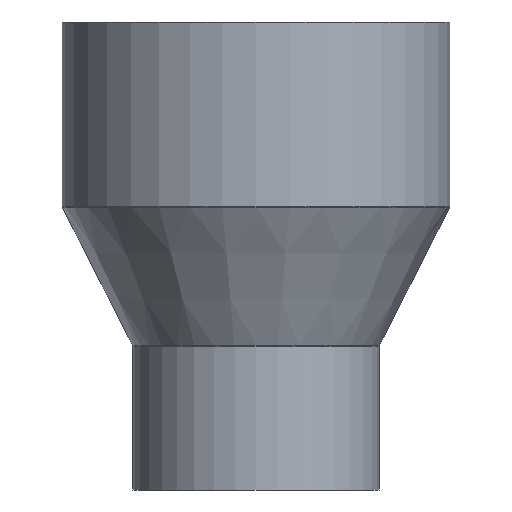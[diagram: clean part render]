
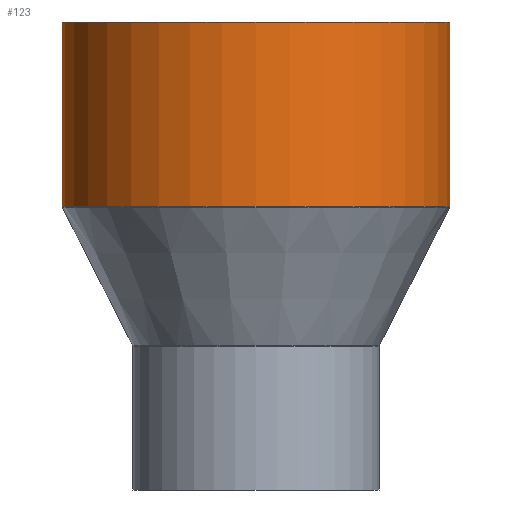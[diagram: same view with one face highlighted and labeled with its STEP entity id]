
A CAD part, front view. The second image highlights one B-rep face of the part: STEP entity #123.
In plain terms, the highlighted cylindrical face has radius 157.5 mm (diameter 315 mm), a partial arc.
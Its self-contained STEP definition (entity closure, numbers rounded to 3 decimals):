
#8 = ORIENTED_EDGE ( 'NONE', *, *, #642, .T. ) ;
#15 = DIRECTION ( 'NONE',  ( 0., 0., -1. ) ) ;
#49 = DIRECTION ( 'NONE',  ( 0., 0., -1. ) ) ;
#60 = EDGE_CURVE ( 'NONE', #465, #434, #77, .T. ) ;
#62 = LINE ( 'NONE', #415, #447 ) ;
#77 = CIRCLE ( 'NONE', #520, 157.5 ) ;
#88 = AXIS2_PLACEMENT_3D ( 'NONE', #392, #598, #251 ) ;
#102 = EDGE_CURVE ( 'NONE', #465, #557, #319, .T. ) ;
#113 = CYLINDRICAL_SURFACE ( 'NONE', #532, 157.5 ) ;
#123 = ADVANCED_FACE ( 'NONE', ( #566 ), #113, .T. ) ;
#153 = CARTESIAN_POINT ( 'NONE',  ( -157.5, 0., 50.298 ) ) ;
#173 = EDGE_LOOP ( 'NONE', ( #524, #494, #8, #449 ) ) ;
#251 = DIRECTION ( 'NONE',  ( -1., 0., 0. ) ) ;
#307 = CARTESIAN_POINT ( 'NONE',  ( 157.5, 0., -16.533 ) ) ;
#315 = DIRECTION ( 'NONE',  ( -1., 0., 0. ) ) ;
#319 = LINE ( 'NONE', #307, #639 ) ;
#354 = CARTESIAN_POINT ( 'NONE',  ( 0., 0., 199.818 ) ) ;
#359 = CARTESIAN_POINT ( 'NONE',  ( 157.5, 0., 50.298 ) ) ;
#374 = CIRCLE ( 'NONE', #88, 157.5 ) ;
#392 = CARTESIAN_POINT ( 'NONE',  ( 0., 0., 50.298 ) ) ;
#414 = DIRECTION ( 'NONE',  ( 0., 0., -1. ) ) ;
#415 = CARTESIAN_POINT ( 'NONE',  ( -157.5, 0., -16.533 ) ) ;
#434 = VERTEX_POINT ( 'NONE', #641 ) ;
#442 = CARTESIAN_POINT ( 'NONE',  ( 157.5, 0., 199.818 ) ) ;
#447 = VECTOR ( 'NONE', #49, 1000. ) ;
#449 = ORIENTED_EDGE ( 'NONE', *, *, #510, .F. ) ;
#465 = VERTEX_POINT ( 'NONE', #442 ) ;
#467 = DIRECTION ( 'NONE',  ( -1., 0., 0. ) ) ;
#494 = ORIENTED_EDGE ( 'NONE', *, *, #60, .T. ) ;
#510 = EDGE_CURVE ( 'NONE', #557, #548, #374, .T. ) ;
#520 = AXIS2_PLACEMENT_3D ( 'NONE', #354, #15, #467 ) ;
#524 = ORIENTED_EDGE ( 'NONE', *, *, #102, .F. ) ;
#532 = AXIS2_PLACEMENT_3D ( 'NONE', #564, #612, #315 ) ;
#548 = VERTEX_POINT ( 'NONE', #153 ) ;
#557 = VERTEX_POINT ( 'NONE', #359 ) ;
#564 = CARTESIAN_POINT ( 'NONE',  ( 0., 0., -16.533 ) ) ;
#566 = FACE_OUTER_BOUND ( 'NONE', #173, .T. ) ;
#598 = DIRECTION ( 'NONE',  ( 0., 0., -1. ) ) ;
#612 = DIRECTION ( 'NONE',  ( 0., 0., -1. ) ) ;
#639 = VECTOR ( 'NONE', #414, 1000. ) ;
#641 = CARTESIAN_POINT ( 'NONE',  ( -157.5, 0., 199.818 ) ) ;
#642 = EDGE_CURVE ( 'NONE', #434, #548, #62, .T. ) ;
